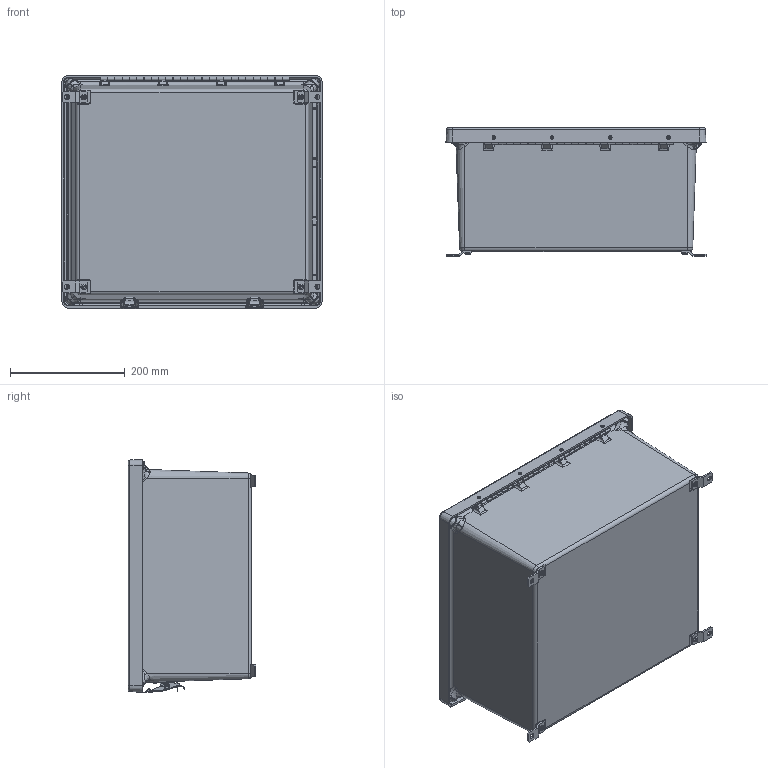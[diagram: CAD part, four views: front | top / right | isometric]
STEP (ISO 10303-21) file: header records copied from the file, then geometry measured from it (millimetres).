
FILE_DESCRIPTION (( 'STEP AP203' ), '1' );
FILE_NAME ('AM1648L.step', '2014-03-31T13:23:38', ( 'admin' ), ( 'Microsoft' ), 'SwSTEP 2.0', 'SolidWorks 2014', '' );
FILE_SCHEMA (( 'CONFIG_CONTROL_DESIGN' ));
Length unit declared in the file: inch
Products named in the file (20): 70-60825-1; 55-61812316_92525A317; 692 D-40180; 55-1032516_PreviewCfg; 621-02  BASE316; 55-1032716_SL-PHMS 0.19-32x0.3125x0.3125-N; AM1648L; 621-04 Rivet (f)316; WFOOT; 621-01 Lever316; 70-60512316; 621-06 hook316; 13in pin; 621-05 Rivet (f)316; 60802 bottom leaf; 70-60864316; 60802 top leaf; WLGKEEPER316; 70-60802; 693 D-40147_SMC PART
Assembly tree (44 placements, depth 3):
  AM1648L
    693 D-40147_SMC PART
    692 D-40180
    55-1032716_SL-PHMS 0.19-32x0.3125x0.3125-N  x4
    WFOOT  x4
    70-60512316  x12
    70-60802
      13in pin
      60802 bottom leaf
      60802 top leaf
    55-61812316_92525A317  x4
    70-60864316  x2
      621-02  BASE316
      621-04 Rivet (f)316
      621-01 Lever316
      621-06 hook316
      621-05 Rivet (f)316
    WLGKEEPER316  x2
    70-60825-1
    55-1032516_PreviewCfg  x4
Bounding box: 453.82 x 223.25 x 407.9 mm (x, y, z)
Volume: 2822277.2 mm3; surface area: 1723258.1 mm2
Topology: 46 solids, 46 shells, 3033 faces, 7692 edges, 4798 vertices
Faces by surface type: cylinder 1102, plane 909, bspline 480, cone 334, torus 182, sphere 26
Entity records: 67313 total; most frequent: CARTESIAN_POINT 25457, ORIENTED_EDGE 8776, DIRECTION 7597, EDGE_CURVE 4388, AXIS2_PLACEMENT_3D 2846, VERTEX_POINT 2719, VECTOR 1905, LINE 1905
